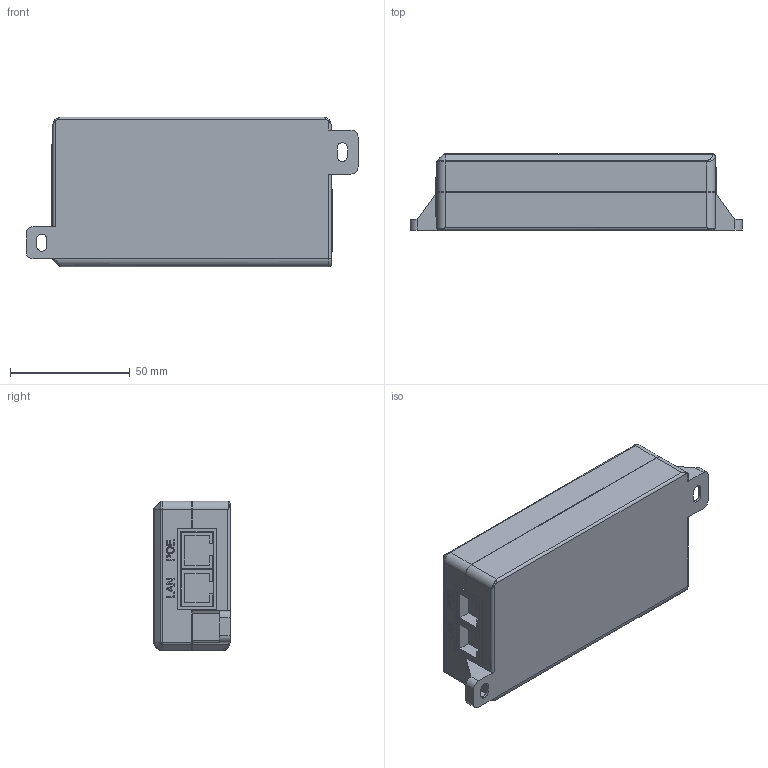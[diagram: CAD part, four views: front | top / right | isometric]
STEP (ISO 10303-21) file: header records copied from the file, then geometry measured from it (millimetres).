
FILE_DESCRIPTION (( 'STEP AP214' ), '1' );
FILE_NAME ('TT-POE10GAT_3D.STEP', '2020-08-26T13:53:21', ( '' ), ( '' ), 'SwSTEP 2.0', 'SolidWorks 2018', '' );
FILE_SCHEMA (( 'AUTOMOTIVE_DESIGN' ));
Length unit declared in the file: millimetre
Products named in the file (1): TT-POE10GAT_3D
Bounding box: 138.5 x 31.8 x 62.5 mm (x, y, z)
Volume: 227113 mm3; surface area: 30569.6 mm2
Topology: 1 solids, 1 shells, 429 faces, 1147 edges, 743 vertices
Faces by surface type: plane 287, cylinder 62, bspline 62, torus 9, sphere 7, cone 2
Entity records: 19125 total; most frequent: CARTESIAN_POINT 6065, ORIENTED_EDGE 2260, DIRECTION 1879, EDGE_CURVE 1130, VECTOR 853, LINE 853, VERTEX_POINT 737, AXIS2_PLACEMENT_3D 513
